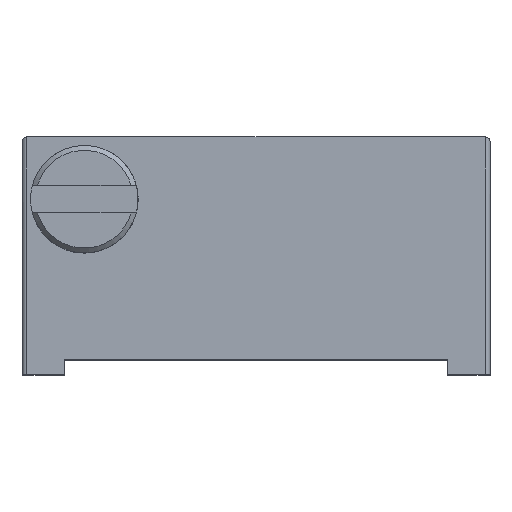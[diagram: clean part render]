
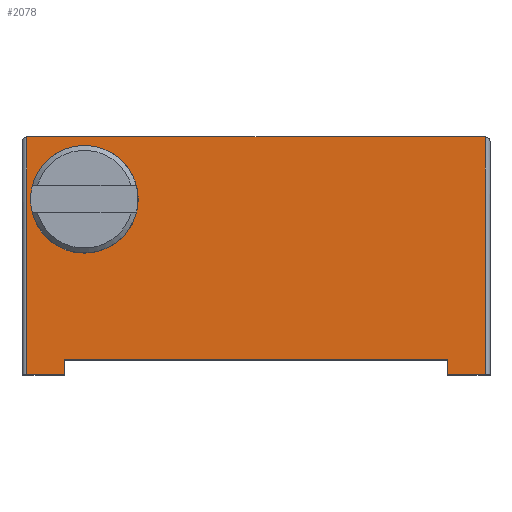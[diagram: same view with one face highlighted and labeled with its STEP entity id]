
A CAD part, top view. The second image highlights one B-rep face of the part: STEP entity #2078.
In plain terms, the highlighted planar face has unit normal (0, 0, 1).
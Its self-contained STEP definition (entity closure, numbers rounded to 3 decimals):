
#2078=ADVANCED_FACE('',(#3867,#3869),#3871,.T.);
#3867=FACE_BOUND('',#3868,.T.);
#3868=EDGE_LOOP('',(#5790,#5791,#5792,#5793,#5794,#5795,#5796,#5797));
#3869=FACE_BOUND('',#3870,.T.);
#3870=EDGE_LOOP('',(#5798));
#3871=PLANE('',#3872);
#3872=AXIS2_PLACEMENT_3D('',#3873,#3874,#3875);
#3873=CARTESIAN_POINT('',(0.,0.,16.43));
#3874=DIRECTION('',(0.,0.,1.));
#3875=DIRECTION('',(-1.,0.,0.));
#5790=ORIENTED_EDGE('',*,*,#6861,.T.);
#5791=ORIENTED_EDGE('',*,*,#6862,.T.);
#5792=ORIENTED_EDGE('',*,*,#6863,.T.);
#5793=ORIENTED_EDGE('',*,*,#6864,.T.);
#5794=ORIENTED_EDGE('',*,*,#6865,.T.);
#5795=ORIENTED_EDGE('',*,*,#6866,.T.);
#5796=ORIENTED_EDGE('',*,*,#6867,.T.);
#5797=ORIENTED_EDGE('',*,*,#6208,.T.);
#5798=ORIENTED_EDGE('',*,*,#6868,.F.);
#6208=EDGE_CURVE('',#6987,#6985,#6988,.T.);
#6861=EDGE_CURVE('',#6985,#8070,#8071,.T.);
#6862=EDGE_CURVE('',#8070,#8072,#8073,.T.);
#6863=EDGE_CURVE('',#8072,#8074,#8075,.F.);
#6864=EDGE_CURVE('',#8074,#8076,#8077,.F.);
#6865=EDGE_CURVE('',#8076,#8078,#8079,.F.);
#6866=EDGE_CURVE('',#8078,#8080,#8081,.T.);
#6867=EDGE_CURVE('',#8080,#6987,#8082,.T.);
#6868=EDGE_CURVE('',#8083,#8083,#8084,.T.);
#6985=VERTEX_POINT('',#8288);
#6987=VERTEX_POINT('',#8292);
#6988=LINE('',#8293,#8294);
#8070=VERTEX_POINT('',#10683);
#8071=LINE('',#10684,#10685);
#8072=VERTEX_POINT('',#10687);
#8073=LINE('',#10688,#10689);
#8074=VERTEX_POINT('',#10691);
#8075=LINE('',#10692,#10693);
#8076=VERTEX_POINT('',#10695);
#8077=LINE('',#10696,#10697);
#8078=VERTEX_POINT('',#10699);
#8079=LINE('',#10700,#10701);
#8080=VERTEX_POINT('',#10703);
#8081=LINE('',#10704,#10705);
#8082=LINE('',#10707,#10708);
#8083=VERTEX_POINT('',#10710);
#8084=CIRCLE('',#10711,1.095);
#8288=CARTESIAN_POINT('',(-4.665,2.415,16.43));
#8292=CARTESIAN_POINT('',(4.665,2.415,16.43));
#8293=CARTESIAN_POINT('',(4.665,2.415,16.43));
#8294=VECTOR('',#8295,1.);
#8295=DIRECTION('',(-1.,0.,0.));
#10683=CARTESIAN_POINT('',(-4.665,-2.415,16.43));
#10684=CARTESIAN_POINT('',(-4.665,2.415,16.43));
#10685=VECTOR('',#10686,1.);
#10686=DIRECTION('',(0.,-1.,0.));
#10687=CARTESIAN_POINT('',(-3.903,-2.415,16.43));
#10688=CARTESIAN_POINT('',(-4.665,-2.415,16.43));
#10689=VECTOR('',#10690,1.);
#10690=DIRECTION('',(1.,0.,0.));
#10691=CARTESIAN_POINT('',(-3.903,-2.115,16.43));
#10692=CARTESIAN_POINT('',(-3.903,-2.115,16.43));
#10693=VECTOR('',#10694,1.);
#10694=DIRECTION('',(0.,-1.,0.));
#10695=CARTESIAN_POINT('',(3.903,-2.115,16.43));
#10696=CARTESIAN_POINT('',(3.903,-2.115,16.43));
#10697=VECTOR('',#10698,1.);
#10698=DIRECTION('',(-1.,0.,0.));
#10699=CARTESIAN_POINT('',(3.903,-2.415,16.43));
#10700=CARTESIAN_POINT('',(3.903,-2.415,16.43));
#10701=VECTOR('',#10702,1.);
#10702=DIRECTION('',(0.,1.,0.));
#10703=CARTESIAN_POINT('',(4.665,-2.415,16.43));
#10704=CARTESIAN_POINT('',(3.903,-2.415,16.43));
#10705=VECTOR('',#10706,1.);
#10706=DIRECTION('',(1.,0.,0.));
#10707=CARTESIAN_POINT('',(4.665,-2.415,16.43));
#10708=VECTOR('',#10709,1.);
#10709=DIRECTION('',(0.,1.,0.));
#10710=CARTESIAN_POINT('',(-4.59,1.145,16.43));
#10711=AXIS2_PLACEMENT_3D('',#10712,#10713,#10714);
#10712=CARTESIAN_POINT('',(-3.495,1.145,16.43));
#10713=DIRECTION('',(0.,0.,1.));
#10714=DIRECTION('',(-1.,0.,0.));
